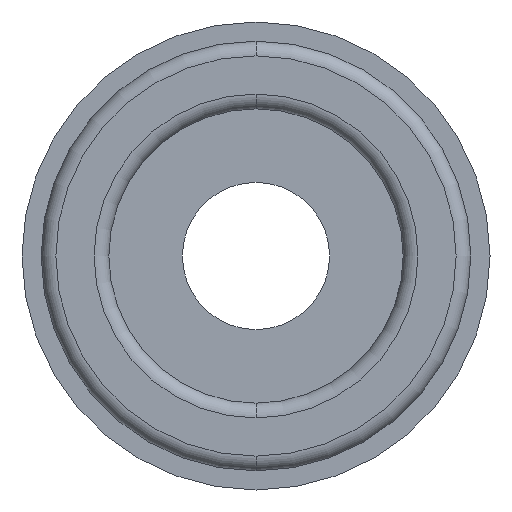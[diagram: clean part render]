
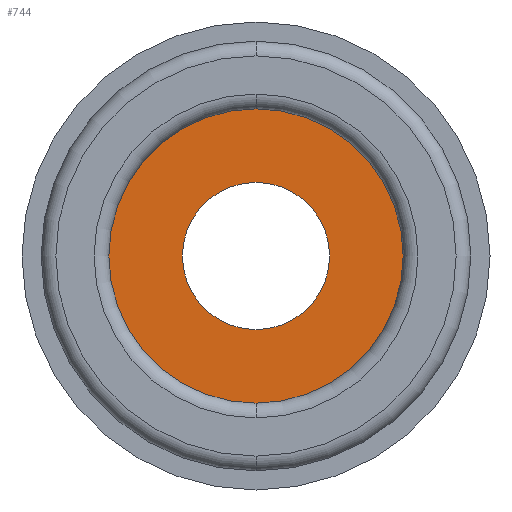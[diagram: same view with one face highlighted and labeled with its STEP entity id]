
A CAD part, front view. The second image highlights one B-rep face of the part: STEP entity #744.
In plain terms, the highlighted planar face has unit normal (0, -1, 0).
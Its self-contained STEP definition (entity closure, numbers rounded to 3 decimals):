
#7 = DIRECTION ( 'NONE',  ( 0., 1., 0. ) ) ;
#9 = EDGE_CURVE ( 'NONE', #803, #735, #938, .T. ) ;
#10 = DIRECTION ( 'NONE',  ( 0., 0., 1. ) ) ;
#15 = DIRECTION ( 'NONE',  ( 0., 1., 0. ) ) ;
#19 = EDGE_LOOP ( 'NONE', ( #408, #639 ) ) ;
#33 = CARTESIAN_POINT ( 'NONE',  ( 0., -15.2, 0. ) ) ;
#37 = AXIS2_PLACEMENT_3D ( 'NONE', #33, #580, #340 ) ;
#59 = EDGE_CURVE ( 'NONE', #735, #803, #888, .T. ) ;
#93 = CARTESIAN_POINT ( 'NONE',  ( 0., -15.2, 5. ) ) ;
#191 = CARTESIAN_POINT ( 'NONE',  ( 0., -15.2, 0. ) ) ;
#243 = DIRECTION ( 'NONE',  ( 0., 0., 1. ) ) ;
#277 = EDGE_LOOP ( 'NONE', ( #862, #504 ) ) ;
#279 = EDGE_CURVE ( 'NONE', #634, #773, #412, .T. ) ;
#294 = EDGE_CURVE ( 'NONE', #773, #634, #604, .T. ) ;
#295 = FACE_OUTER_BOUND ( 'NONE', #277, .T. ) ;
#340 = DIRECTION ( 'NONE',  ( 0., 0., 1. ) ) ;
#393 = CARTESIAN_POINT ( 'NONE',  ( 0., -15.2, 0. ) ) ;
#403 = AXIS2_PLACEMENT_3D ( 'NONE', #191, #643, #966 ) ;
#408 = ORIENTED_EDGE ( 'NONE', *, *, #59, .T. ) ;
#412 = CIRCLE ( 'NONE', #538, 5. ) ;
#502 = FACE_BOUND ( 'NONE', #19, .T. ) ;
#504 = ORIENTED_EDGE ( 'NONE', *, *, #279, .F. ) ;
#538 = AXIS2_PLACEMENT_3D ( 'NONE', #972, #15, #243 ) ;
#555 = DIRECTION ( 'NONE',  ( 0., 1., 0. ) ) ;
#580 = DIRECTION ( 'NONE',  ( 0., 1., 0. ) ) ;
#603 = AXIS2_PLACEMENT_3D ( 'NONE', #808, #7, #728 ) ;
#604 = CIRCLE ( 'NONE', #603, 5. ) ;
#616 = CARTESIAN_POINT ( 'NONE',  ( 0., -15.2, -5. ) ) ;
#634 = VERTEX_POINT ( 'NONE', #93 ) ;
#639 = ORIENTED_EDGE ( 'NONE', *, *, #9, .T. ) ;
#643 = DIRECTION ( 'NONE',  ( 0., 1., 0. ) ) ;
#728 = DIRECTION ( 'NONE',  ( 0., 0., 1. ) ) ;
#735 = VERTEX_POINT ( 'NONE', #796 ) ;
#744 = ADVANCED_FACE ( 'NONE', ( #502, #295 ), #826, .F. ) ;
#754 = CARTESIAN_POINT ( 'NONE',  ( 0., -15.2, -2.5 ) ) ;
#773 = VERTEX_POINT ( 'NONE', #616 ) ;
#788 = AXIS2_PLACEMENT_3D ( 'NONE', #393, #555, #10 ) ;
#796 = CARTESIAN_POINT ( 'NONE',  ( 0., -15.2, 2.5 ) ) ;
#803 = VERTEX_POINT ( 'NONE', #754 ) ;
#808 = CARTESIAN_POINT ( 'NONE',  ( 0., -15.2, 0. ) ) ;
#826 = PLANE ( 'NONE',  #37 ) ;
#862 = ORIENTED_EDGE ( 'NONE', *, *, #294, .F. ) ;
#888 = CIRCLE ( 'NONE', #788, 2.5 ) ;
#938 = CIRCLE ( 'NONE', #403, 2.5 ) ;
#966 = DIRECTION ( 'NONE',  ( 0., 0., 1. ) ) ;
#972 = CARTESIAN_POINT ( 'NONE',  ( 0., -15.2, 0. ) ) ;
